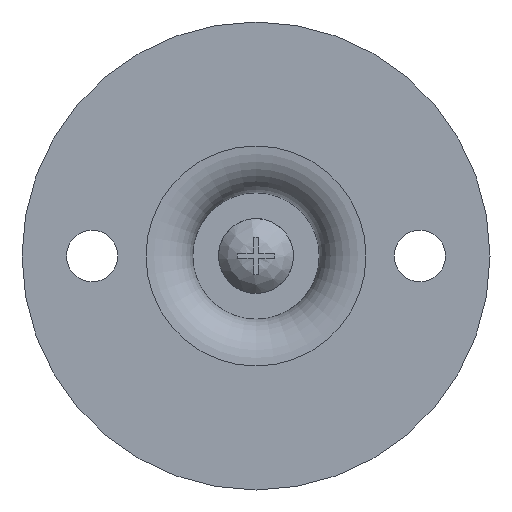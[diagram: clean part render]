
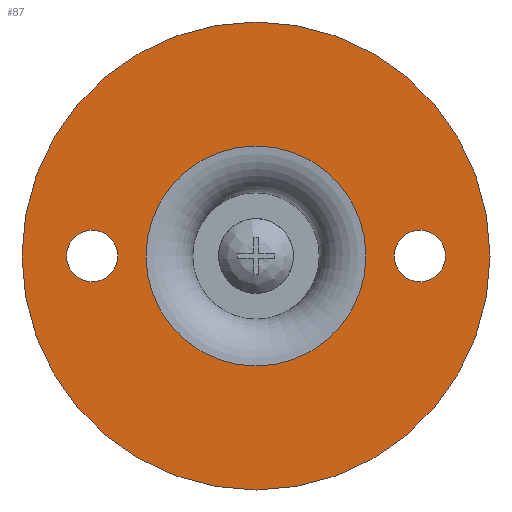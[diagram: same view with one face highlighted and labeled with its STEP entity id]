
A CAD part, front view. The second image highlights one B-rep face of the part: STEP entity #87.
In plain terms, the highlighted planar face has unit normal (0, -1, 0).
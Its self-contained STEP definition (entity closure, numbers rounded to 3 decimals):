
#87 = ADVANCED_FACE( '', ( #211, #212, #213, #214 ), #215, .F. );
#211 = FACE_BOUND( '', #412, .T. );
#212 = FACE_BOUND( '', #413, .T. );
#213 = FACE_OUTER_BOUND( '', #414, .T. );
#214 = FACE_BOUND( '', #415, .T. );
#215 = PLANE( '', #416 );
#412 = EDGE_LOOP( '', ( #610 ) );
#413 = EDGE_LOOP( '', ( #611 ) );
#414 = EDGE_LOOP( '', ( #612 ) );
#415 = EDGE_LOOP( '', ( #613 ) );
#416 = AXIS2_PLACEMENT_3D( '', #614, #615, #616 );
#610 = ORIENTED_EDGE( '', *, *, #957, .F. );
#611 = ORIENTED_EDGE( '', *, *, #958, .F. );
#612 = ORIENTED_EDGE( '', *, *, #959, .T. );
#613 = ORIENTED_EDGE( '', *, *, #960, .T. );
#614 = CARTESIAN_POINT( '', ( 25., 0., 0. ) );
#615 = DIRECTION( '', ( 0., 1., 0. ) );
#616 = DIRECTION( '', ( 0., 0., 1. ) );
#957 = EDGE_CURVE( '', #1127, #1127, #1128, .T. );
#958 = EDGE_CURVE( '', #1129, #1129, #1130, .F. );
#959 = EDGE_CURVE( '', #1131, #1131, #1132, .T. );
#960 = EDGE_CURVE( '', #1133, #1133, #1134, .T. );
#1127 = VERTEX_POINT( '', #1440 );
#1128 = CIRCLE( '', #1441, 11.75 );
#1129 = VERTEX_POINT( '', #1442 );
#1130 = CIRCLE( '', #1443, 2.75 );
#1131 = VERTEX_POINT( '', #1444 );
#1132 = CIRCLE( '', #1445, 25. );
#1133 = VERTEX_POINT( '', #1446 );
#1134 = CIRCLE( '', #1447, 2.75 );
#1440 = CARTESIAN_POINT( '', ( 0., 0., -11.75 ) );
#1441 = AXIS2_PLACEMENT_3D( '', #1693, #1694, #1695 );
#1442 = CARTESIAN_POINT( '', ( 17.5, 0., 2.75 ) );
#1443 = AXIS2_PLACEMENT_3D( '', #1696, #1697, #1698 );
#1444 = CARTESIAN_POINT( '', ( 0., 0., -25. ) );
#1445 = AXIS2_PLACEMENT_3D( '', #1699, #1700, #1701 );
#1446 = CARTESIAN_POINT( '', ( -14.75, 0., 0. ) );
#1447 = AXIS2_PLACEMENT_3D( '', #1702, #1703, #1704 );
#1693 = CARTESIAN_POINT( '', ( 0., 0., 0. ) );
#1694 = DIRECTION( '', ( 0., -1., 0. ) );
#1695 = DIRECTION( '', ( 0., 0., -1. ) );
#1696 = CARTESIAN_POINT( '', ( 17.5, 0., 0. ) );
#1697 = DIRECTION( '', ( 0., 1., 0. ) );
#1698 = DIRECTION( '', ( 0., 0., 1. ) );
#1699 = CARTESIAN_POINT( '', ( 0., 0., 0. ) );
#1700 = DIRECTION( '', ( 0., -1., 0. ) );
#1701 = DIRECTION( '', ( 0., 0., -1. ) );
#1702 = CARTESIAN_POINT( '', ( -17.5, 0., 0. ) );
#1703 = DIRECTION( '', ( 0., 1., 0. ) );
#1704 = DIRECTION( '', ( 1., 0., 0. ) );
